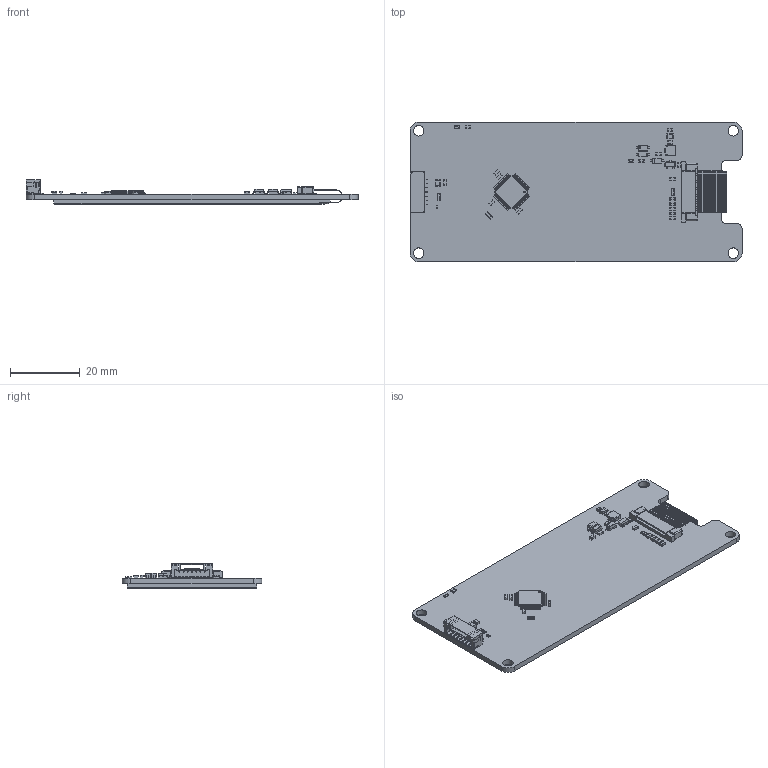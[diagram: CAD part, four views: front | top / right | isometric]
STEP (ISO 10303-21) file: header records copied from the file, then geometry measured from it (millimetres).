
FILE_DESCRIPTION(('FreeCAD Model'),'2;1');
FILE_NAME('e-paper-296x128-bricklet.step','2019-05-13T14:50:01',('kicad StepUp'),('ksu MCAD'), 'Open CASCADE STEP processor 7.3','FreeCAD','Unknown');
FILE_SCHEMA(('AUTOMOTIVE_DESIGN { 1 0 10303 214 1 1 1 1 }'));
Length unit declared in the file: millimetre
Products named in the file (42): e-paper-296x128-bricklet; Board_Geoms; Pcb; Open CASCADE STEP translator 7.3 1.1.1.1; PCB_Sketch; Step_Models; Top; U2_ER-CON24HT-1_5BAE77E8; C14_C_0603_5BD03560; C1_C_0402_5BAE700F; C2_C_0603_5BAE7019; C3_C_0805_5BAE7023; C4_C_0603_5BAE702D; C5_C_0603_5BAE7037; C6_C_0603_5BAE7041; C7_C_0603_5BAE704B; C8_C_0603_5BAE7055; C9_C_0603_5BD03BE9; C10_C_0603_5BAE7069; C11_C_0603_5BAE7073; C12_C_0603_5BD0357B; C13_C_0603_5BAE7087; C15_C_0603_5BAE709B; C16_C_0603_5BAE70A5; C17_C_0603_5BAE70AF; D1_D_0603_blue_5BAE70C0; D2_SOD-123_5BAE70D4; D3_SOD-123_5BAE70E8; D4_SOD-123_5BAE70FC; L1_SPM3012_5BAE7106; P1_BrickletConn_7pin_5BAE712A; Q1_SOT23_5BAE7143; R1_R_0603_5BAE714D; R2_R_0603_5BAE7157; RP1_Cut_5BAE7167; RP2_Cut_5BAE7177; U1_lqfp48_7x7_p05_5BAE71B6; C18_C_0805_5BD07E7A; L2_R_0603_5BD075EF; RP101_Cut_5C409CBD ...
Assembly tree (41 placements, depth 4):
  e-paper-296x128-bricklet
    Board_Geoms
      Pcb
        Open CASCADE STEP translator 7.3 1.1.1.1
      PCB_Sketch
    Step_Models
      Top
        U2_ER-CON24HT-1_5BAE77E8
        C14_C_0603_5BD03560
        C1_C_0402_5BAE700F
        C2_C_0603_5BAE7019
        C3_C_0805_5BAE7023
        C4_C_0603_5BAE702D
        C5_C_0603_5BAE7037
        C6_C_0603_5BAE7041
        C7_C_0603_5BAE704B
        C8_C_0603_5BAE7055
        C9_C_0603_5BD03BE9
        C10_C_0603_5BAE7069
        C11_C_0603_5BAE7073
        C12_C_0603_5BD0357B
        C13_C_0603_5BAE7087
        C15_C_0603_5BAE709B
        C16_C_0603_5BAE70A5
        C17_C_0603_5BAE70AF
        D1_D_0603_blue_5BAE70C0
        D2_SOD-123_5BAE70D4
        D3_SOD-123_5BAE70E8
        D4_SOD-123_5BAE70FC
        L1_SPM3012_5BAE7106
        P1_BrickletConn_7pin_5BAE712A
        Q1_SOT23_5BAE7143
        R1_R_0603_5BAE714D
        R2_R_0603_5BAE7157
        RP1_Cut_5BAE7167
        RP2_Cut_5BAE7177
        U1_lqfp48_7x7_p05_5BAE71B6
        C18_C_0805_5BD07E7A
        L2_R_0603_5BD075EF
        RP101_Cut_5C409CBD
      Bot
        REF_ePaper_Display_5CD5B554
Bounding box: 95 x 40 x 6.95 mm (x, y, z)
Volume: 9819.9 mm3; surface area: 15680.7 mm2
Topology: 36 solids, 60 shells, 4282 faces, 11574 edges, 7373 vertices
Faces by surface type: plane 3290, cylinder 873, bspline 74, sphere 40, torus 4, extrusion 1
Full cylindrical faces by diameter (mm): 0.5 x1, 3 x4
Entity records: 163738 total; most frequent: CARTESIAN_POINT 25239, ORIENTED_EDGE 23036, DIRECTION 21598, EDGE_CURVE 11518, VECTOR 9636, LINE 9635, VERTEX_POINT 7341, AXIS2_PLACEMENT_3D 5981
